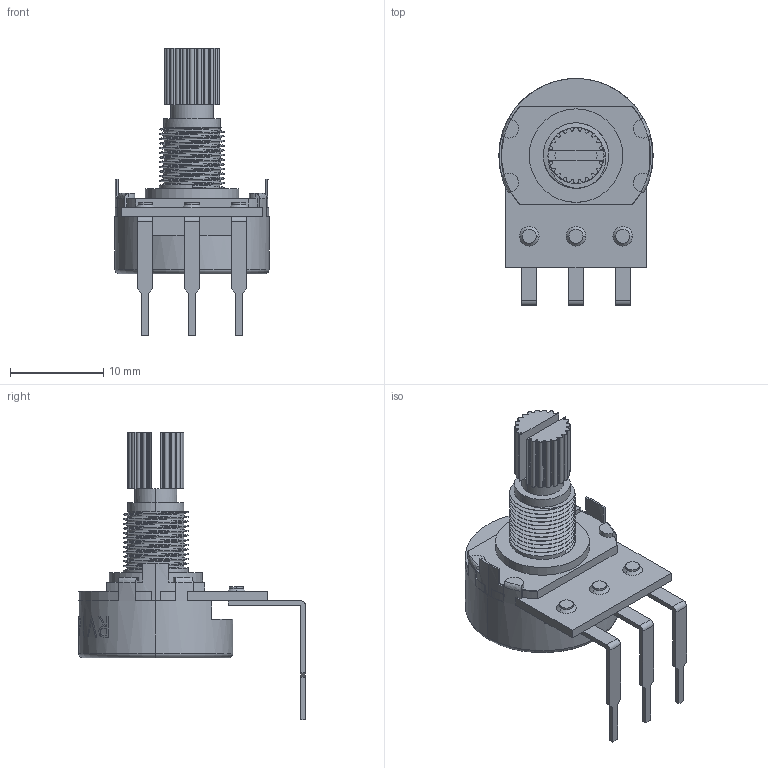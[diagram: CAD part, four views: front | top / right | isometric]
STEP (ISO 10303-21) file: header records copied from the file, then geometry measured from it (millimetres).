
FILE_DESCRIPTION (( 'STEP AP214' ), '1' );
FILE_NAME ('potentiometer(RV16AF-41).STEP', '2019-09-27T15:22:51', ( '' ), ( '' ), 'SwSTEP 2.0', 'SolidWorks 2019', '' );
FILE_SCHEMA (( 'AUTOMOTIVE_DESIGN' ));
Length unit declared in the file: millimetre
Products named in the file (1): potentiometer(RV16AF-41)
Bounding box: 16.5 x 24.25 x 30.7 mm (x, y, z)
Volume: 2220.4 mm3; surface area: 2456.2 mm2
Topology: 12 solids, 12 shells, 353 faces, 1008 edges, 695 vertices
Faces by surface type: plane 166, cylinder 161, bspline 11, torus 9, cone 6
Entity records: 17807 total; most frequent: CARTESIAN_POINT 4689, ORIENTED_EDGE 2016, DIRECTION 1822, EDGE_CURVE 1008, VERTEX_POINT 695, AXIS2_PLACEMENT_3D 640, LINE 542, VECTOR 542
